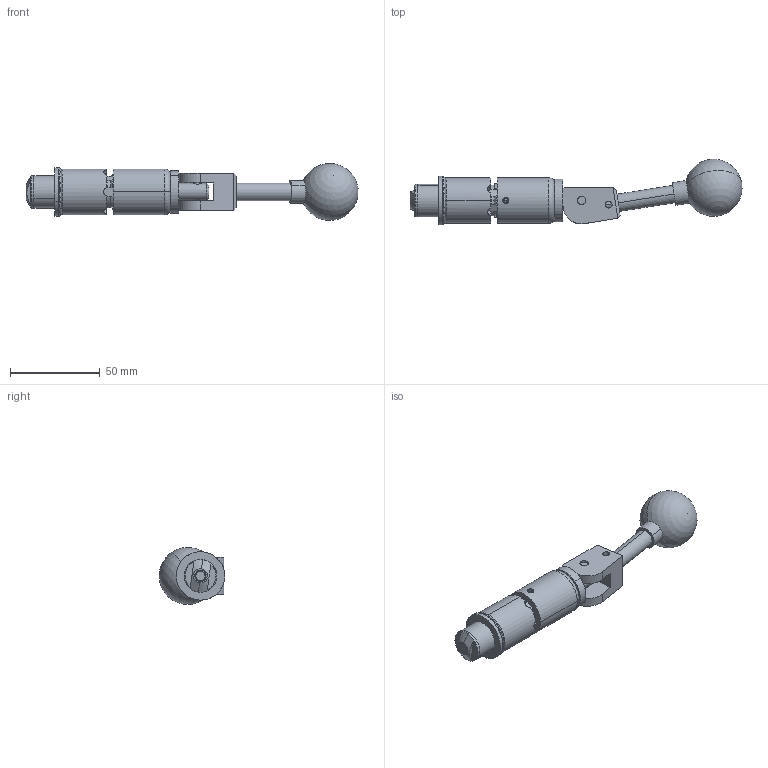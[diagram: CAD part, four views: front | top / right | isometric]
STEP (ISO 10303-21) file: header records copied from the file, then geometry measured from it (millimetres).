
FILE_DESCRIPTION (( 'STEP AP214' ), '1' );
FILE_NAME ('CTSC-003752.STEP', '2025-06-18T12:16:41', ( '' ), ( '' ), 'SwSTEP 2.0', 'SolidWorks 2023', '' );
FILE_SCHEMA (( 'AUTOMOTIVE_DESIGN' ));
Length unit declared in the file: inch
Products named in the file (1): CTSC-003752
Bounding box: 184.46 x 36.41 x 31.66 mm (x, y, z)
Volume: 66162.1 mm3; surface area: 22387.7 mm2
Topology: 9 solids, 9 shells, 265 faces, 660 edges, 422 vertices
Faces by surface type: cylinder 107, plane 100, cone 44, torus 9, bspline 3, sphere 2
Entity records: 12314 total; most frequent: CARTESIAN_POINT 2560, DIRECTION 1344, ORIENTED_EDGE 1306, EDGE_CURVE 653, AXIS2_PLACEMENT_3D 522, VERTEX_POINT 419, LINE 300, VECTOR 300
